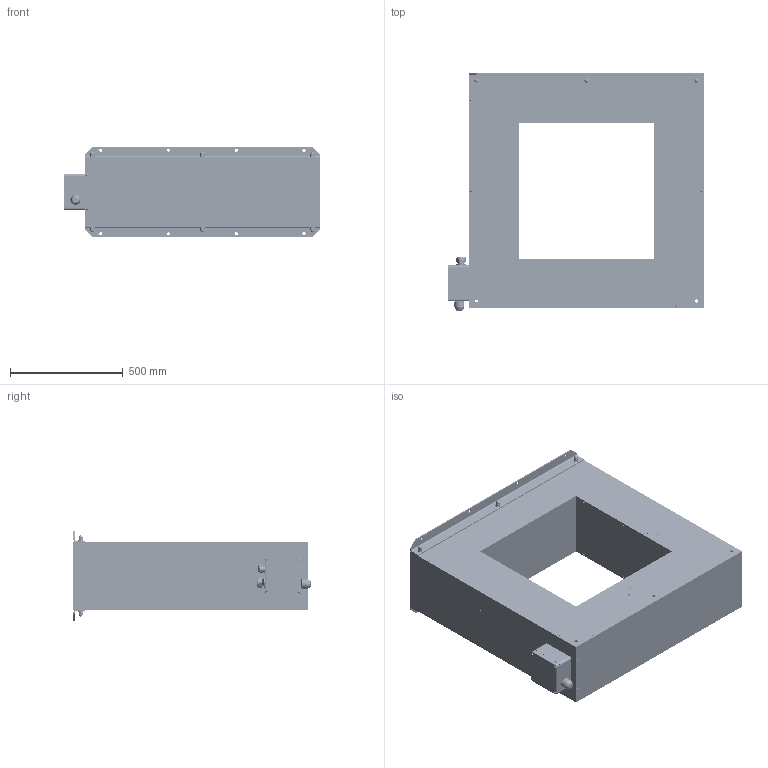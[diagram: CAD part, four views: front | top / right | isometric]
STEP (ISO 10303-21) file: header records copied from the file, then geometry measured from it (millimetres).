
FILE_DESCRIPTION(/* description */ ('HDTU-L-R-0600x0600-LF-B'),/* implementation_level */ '2;1');
FILE_NAME(/* name */ 'E0068737.stp',/* time_stamp */ '2023-04-13T13:56:33+02:00',/* author */ ('dk'),/* organization */ (''),/* preprocessor_version */ 'ST-DEVELOPER v18.1',/* originating_system */ 'Autodesk Inventor 2021',/* authorisation */ '');
FILE_SCHEMA (('AUTOMOTIVE_DESIGN { 1 0 10303 214 3 1 1 }'));
Products named in the file (72): E0068737; E0065482; E0065483; E0065484; E0065486; E0065487; E0065485; A230037; M55465; P230068; 58.1500001; A230038; E0003778; P230071; 58.2224520; E0065488; E0065490; E0065491; E0065493; E0065492; EIBC103801; 1210.50017; 1210.50018; 58.9900001; EIHG141005; E0065489; E0003824; E0065515; E0065517; ESB084; EIBA050E01-070; EI0B044001; E0065494; H00017; 1210.50019; 1210.50020; E0065496; E0065495; 73.0908040; E0003837 ...
Assembly tree (603 placements, depth 6):
  E0068737
    E0065482
      E0065483
        E0065484
          E0065496
          E0065486  x2
          E0065487
          E0065485
          73.0908040  x32
          A230037  x4
            M55465
            P230068
            E0003778
          A230038  x2
            E0003778
            P230071
          58.1500001  x4
          58.2224520  x72
        E0065488
          E0065490
          E0065491
            E0065493  x2
            E0065492  x2
            73.0908040  x12
          EIBC103801  x233
          1210.50017
          1210.50018
          58.9900001  x40
          EIHG141005
          E0065489  x2
          E0003824
          E0065515
          E0065517
          ESB084  x2
            EIBA050E01-070
            EI0B044001
        E0065494
        H00017  x71
          1210.50019
          1210.50020
        73.0908040  x12
      E0065496
      E0065495  x2
      73.0908040  x12
      E0003837  x3
      70.0200012  x6
      60.3200012  x6
      E0157462
        E0157463
          EI1G533101
            EI1G533101 BOX
            EI1G533101-LID
            100235  x4
            100234  x5
            100233  x5
        EIYP090025
          EIYP090025_1
          EIYP090025_2
        E0016359
        EI0J010001  x4
Bounding box: 1132.4 x 1050.5 x 400 mm (x, y, z)
Volume: 215847081.2 mm3; surface area: 14881645.2 mm2
Topology: 292 solids, 303 shells, 5141 faces, 13011 edges, 8430 vertices
Faces by surface type: plane 2877, cylinder 1185, cone 691, torus 230, bspline 136, sphere 22
Full cylindrical faces by diameter (mm): 4 x8, 4.5 x72, 4.917 x15, 5 x80, 6 x17, 6.4 x5, 6.5 x8, 7.5 x4, 8 x214, 8.8 x72, 9.5 x2, 10 x21, 10.106 x6, 10.8 x5, 12 x7, 13 x6, 14 x24, 17 x8, 20 x24, 20.4 x1, 22.6 x1, 23.376 x1, 24 x6, 24.5 x1, 24.892 x2, 25 x2, 25.1 x1, 26 x1, 27 x1, 27.203 x2
Entity records: 73074 total; most frequent: CARTESIAN_POINT 14337, DIRECTION 12038, ORIENTED_EDGE 10690, EDGE_CURVE 5409, AXIS2_PLACEMENT_3D 4301, VERTEX_POINT 3558, LINE 3436, VECTOR 3436
